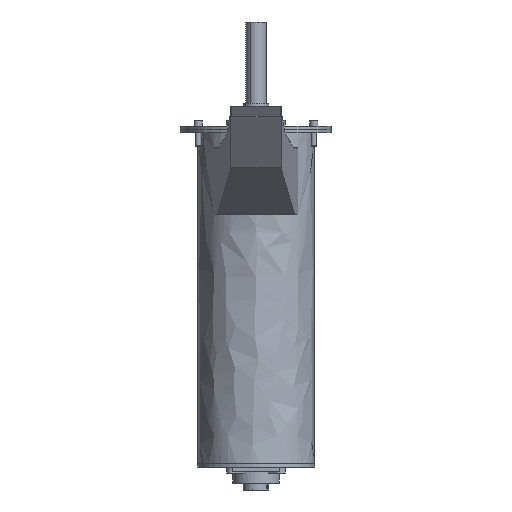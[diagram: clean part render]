
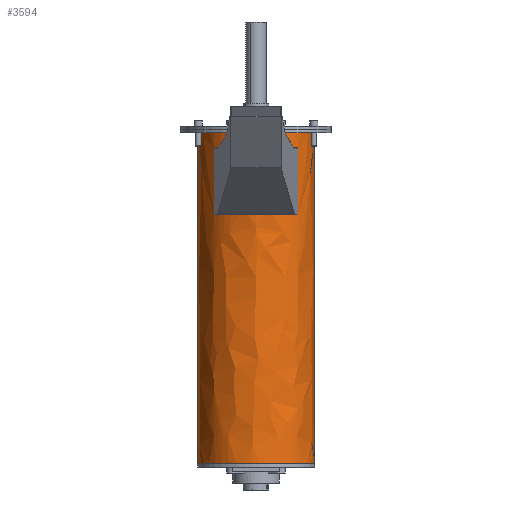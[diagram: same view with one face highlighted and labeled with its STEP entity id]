
A CAD part, front view. The second image highlights one B-rep face of the part: STEP entity #3594.
In plain terms, the highlighted free-form (B-spline) face has degree [2, 1] with [5, 2] control points.
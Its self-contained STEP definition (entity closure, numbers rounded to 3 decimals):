
#3478 = VERTEX_POINT('',#3479);
#3479 = CARTESIAN_POINT('',(184.733,323.974,
    812.763));
#3480 = VERTEX_POINT('',#3481);
#3481 = CARTESIAN_POINT('',(-184.733,323.974,
    812.763));
#3489 = EDGE_CURVE('',#3478,#3490,#3492,.T.);
#3490 = VERTEX_POINT('',#3491);
#3491 = CARTESIAN_POINT('',(184.733,323.974,
    -242.854));
#3492 = B_SPLINE_CURVE_WITH_KNOTS('',1,(#3493,#3494),.UNSPECIFIED.,.F.,
  .F.,(2,2),(-0.,1000.),.PIECEWISE_BEZIER_KNOTS.);
#3493 = CARTESIAN_POINT('',(184.733,323.974,
    812.763));
#3494 = CARTESIAN_POINT('',(184.733,323.974,
    -242.854));
#3527 = VERTEX_POINT('',#3528);
#3528 = CARTESIAN_POINT('',(-184.733,323.974,
    -242.854));
#3534 = EDGE_CURVE('',#3480,#3527,#3535,.T.);
#3535 = B_SPLINE_CURVE_WITH_KNOTS('',1,(#3536,#3537),.UNSPECIFIED.,.F.,
  .F.,(2,2),(-0.,1000.),.PIECEWISE_BEZIER_KNOTS.);
#3536 = CARTESIAN_POINT('',(-184.733,323.974,
    812.763));
#3537 = CARTESIAN_POINT('',(-184.733,323.974,
    -242.854));
#3561 = EDGE_CURVE('',#3527,#3490,#3562,.T.);
#3562 = ( BOUNDED_CURVE() B_SPLINE_CURVE(2,(#3563,#3564,#3565,#3566,
#3567),.UNSPECIFIED.,.F.,.F.) B_SPLINE_CURVE_WITH_KNOTS((3,2,3),(
    3.142,4.712,6.283),
.PIECEWISE_BEZIER_KNOTS.) CURVE() GEOMETRIC_REPRESENTATION_ITEM() 
RATIONAL_B_SPLINE_CURVE((1.,0.707,1.,0.707,1.)) 
REPRESENTATION_ITEM('') );
#3563 = CARTESIAN_POINT('',(-184.733,323.974,
    -242.854));
#3564 = CARTESIAN_POINT('',(-184.733,139.241,
    -242.854));
#3565 = CARTESIAN_POINT('',(0.,139.241,
    -242.854));
#3566 = CARTESIAN_POINT('',(184.733,139.241,
    -242.854));
#3567 = CARTESIAN_POINT('',(184.733,323.974,
    -242.854));
#3594 = ADVANCED_FACE('',(#3595,#3608),#3640,.T.);
#3595 = FACE_BOUND('',#3596,.T.);
#3596 = EDGE_LOOP('',(#3597,#3598,#3606,#3607));
#3597 = ORIENTED_EDGE('',*,*,#3489,.F.);
#3598 = ORIENTED_EDGE('',*,*,#3599,.F.);
#3599 = EDGE_CURVE('',#3480,#3478,#3600,.T.);
#3600 = ( BOUNDED_CURVE() B_SPLINE_CURVE(2,(#3601,#3602,#3603,#3604,
#3605),.UNSPECIFIED.,.F.,.F.) B_SPLINE_CURVE_WITH_KNOTS((3,2,3),(
    3.142,4.712,6.283),
.PIECEWISE_BEZIER_KNOTS.) CURVE() GEOMETRIC_REPRESENTATION_ITEM() 
RATIONAL_B_SPLINE_CURVE((1.,0.707,1.,0.707,1.)) 
REPRESENTATION_ITEM('') );
#3601 = CARTESIAN_POINT('',(-184.733,323.974,
    812.763));
#3602 = CARTESIAN_POINT('',(-184.733,139.241,
    812.763));
#3603 = CARTESIAN_POINT('',(0.,139.241,
    812.763));
#3604 = CARTESIAN_POINT('',(184.733,139.241,
    812.763));
#3605 = CARTESIAN_POINT('',(184.733,323.974,
    812.763));
#3606 = ORIENTED_EDGE('',*,*,#3534,.T.);
#3607 = ORIENTED_EDGE('',*,*,#3561,.T.);
#3608 = FACE_BOUND('',#3609,.T.);
#3609 = EDGE_LOOP('',(#3610,#3620,#3627,#3635));
#3610 = ORIENTED_EDGE('',*,*,#3611,.T.);
#3611 = EDGE_CURVE('',#3612,#3614,#3616,.T.);
#3612 = VERTEX_POINT('',#3613);
#3613 = CARTESIAN_POINT('',(-131.952,194.688,
    754.705));
#3614 = VERTEX_POINT('',#3615);
#3615 = CARTESIAN_POINT('',(131.952,194.688,
    754.705));
#3616 = ( BOUNDED_CURVE() B_SPLINE_CURVE(2,(#3617,#3618,#3619),
.UNSPECIFIED.,.F.,.F.) B_SPLINE_CURVE_WITH_KNOTS((3,3),(3.917,
5.508),.PIECEWISE_BEZIER_KNOTS.) CURVE() 
GEOMETRIC_REPRESENTATION_ITEM() RATIONAL_B_SPLINE_CURVE((1.,
0.7,1.)) REPRESENTATION_ITEM('') );
#3617 = CARTESIAN_POINT('',(-131.952,194.688,
    754.705));
#3618 = CARTESIAN_POINT('',(0.,60.015,
    754.705));
#3619 = CARTESIAN_POINT('',(131.952,194.688,
    754.705));
#3620 = ORIENTED_EDGE('',*,*,#3621,.T.);
#3621 = EDGE_CURVE('',#3614,#3622,#3624,.T.);
#3622 = VERTEX_POINT('',#3623);
#3623 = CARTESIAN_POINT('',(131.952,194.688,
    543.581));
#3624 = B_SPLINE_CURVE_WITH_KNOTS('',1,(#3625,#3626),.UNSPECIFIED.,.F.,
  .F.,(2,2),(55.,255.),.PIECEWISE_BEZIER_KNOTS.);
#3625 = CARTESIAN_POINT('',(131.952,194.688,
    754.705));
#3626 = CARTESIAN_POINT('',(131.952,194.688,
    543.581));
#3627 = ORIENTED_EDGE('',*,*,#3628,.T.);
#3628 = EDGE_CURVE('',#3622,#3629,#3631,.T.);
#3629 = VERTEX_POINT('',#3630);
#3630 = CARTESIAN_POINT('',(-131.952,194.688,
    543.581));
#3631 = ( BOUNDED_CURVE() B_SPLINE_CURVE(2,(#3632,#3633,#3634),
.UNSPECIFIED.,.F.,.F.) B_SPLINE_CURVE_WITH_KNOTS((3,3),(3.917,
5.508),.PIECEWISE_BEZIER_KNOTS.) CURVE() 
GEOMETRIC_REPRESENTATION_ITEM() RATIONAL_B_SPLINE_CURVE((1.,
0.7,1.)) REPRESENTATION_ITEM('') );
#3632 = CARTESIAN_POINT('',(131.952,194.688,
    543.581));
#3633 = CARTESIAN_POINT('',(0.,60.015,
    543.581));
#3634 = CARTESIAN_POINT('',(-131.952,194.688,
    543.581));
#3635 = ORIENTED_EDGE('',*,*,#3636,.T.);
#3636 = EDGE_CURVE('',#3629,#3612,#3637,.T.);
#3637 = B_SPLINE_CURVE_WITH_KNOTS('',1,(#3638,#3639),.UNSPECIFIED.,.F.,
  .F.,(2,2),(-255.,-55.),.PIECEWISE_BEZIER_KNOTS.);
#3638 = CARTESIAN_POINT('',(-131.952,194.688,
    543.581));
#3639 = CARTESIAN_POINT('',(-131.952,194.688,
    754.705));
#3640 = ( BOUNDED_SURFACE() B_SPLINE_SURFACE(2,1,(
    (#3641,#3642)
    ,(#3643,#3644)
    ,(#3645,#3646)
    ,(#3647,#3648)
    ,(#3649,#3650
)),.UNSPECIFIED.,.F.,.F.,.F.) B_SPLINE_SURFACE_WITH_KNOTS((3,2,3),(2,2),
  (3.142,4.712,6.283),(0.,1000.),
.PIECEWISE_BEZIER_KNOTS.) GEOMETRIC_REPRESENTATION_ITEM() 
RATIONAL_B_SPLINE_SURFACE((
    (1.,1.)
    ,(0.707,0.707)
    ,(1.,1.)
    ,(0.707,0.707)
,(1.,1.))) REPRESENTATION_ITEM('') SURFACE() );
#3641 = CARTESIAN_POINT('',(184.733,323.974,
    812.763));
#3642 = CARTESIAN_POINT('',(184.733,323.974,
    -242.854));
#3643 = CARTESIAN_POINT('',(184.733,139.241,
    812.763));
#3644 = CARTESIAN_POINT('',(184.733,139.241,
    -242.854));
#3645 = CARTESIAN_POINT('',(0.,139.241,
    812.763));
#3646 = CARTESIAN_POINT('',(0.,139.241,
    -242.854));
#3647 = CARTESIAN_POINT('',(-184.733,139.241,
    812.763));
#3648 = CARTESIAN_POINT('',(-184.733,139.241,
    -242.854));
#3649 = CARTESIAN_POINT('',(-184.733,323.974,
    812.763));
#3650 = CARTESIAN_POINT('',(-184.733,323.974,
    -242.854));
